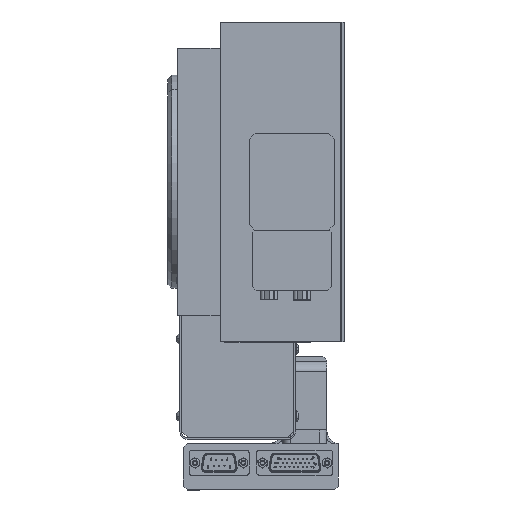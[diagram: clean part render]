
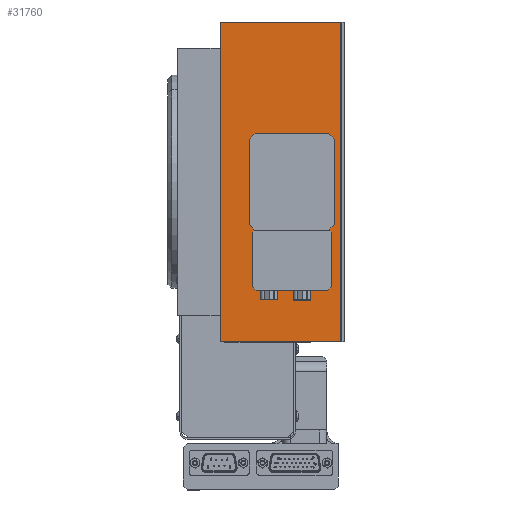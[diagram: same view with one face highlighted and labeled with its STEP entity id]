
A CAD part, left-side view. The second image highlights one B-rep face of the part: STEP entity #31760.
In plain terms, the highlighted face is planar.
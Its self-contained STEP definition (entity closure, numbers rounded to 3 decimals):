
#222 = EDGE_CURVE ( 'NONE', #5015, #33742, #10962, .T. ) ;
#1427 = CARTESIAN_POINT ( 'NONE',  ( 0., 0., 0. ) ) ;
#3270 = EDGE_CURVE ( 'NONE', #45223, #63950, #28105, .T. ) ;
#4158 = CARTESIAN_POINT ( 'NONE',  ( 82.5, 2., 0. ) ) ;
#4205 = ORIENTED_EDGE ( 'NONE', *, *, #3270, .F. ) ;
#5015 = VERTEX_POINT ( 'NONE', #15252 ) ;
#5450 = DIRECTION ( 'NONE',  ( 0., 1., 0. ) ) ;
#5592 = AXIS2_PLACEMENT_3D ( 'NONE', #1427, #38545, #32932 ) ;
#7784 = DIRECTION ( 'NONE',  ( 1., 0., 0. ) ) ;
#10962 = LINE ( 'NONE', #17858, #62530 ) ;
#15252 = CARTESIAN_POINT ( 'NONE',  ( -82.5, 2., 0. ) ) ;
#17858 = CARTESIAN_POINT ( 'NONE',  ( -82.5, 2., 0. ) ) ;
#24972 = ORIENTED_EDGE ( 'NONE', *, *, #222, .F. ) ;
#25186 = CARTESIAN_POINT ( 'NONE',  ( -82.5, 64., 0. ) ) ;
#26423 = EDGE_CURVE ( 'NONE', #63950, #5015, #48950, .T. ) ;
#26483 = LINE ( 'NONE', #50551, #38953 ) ;
#28105 = LINE ( 'NONE', #25186, #33820 ) ;
#31760 = ADVANCED_FACE ( 'NONE', ( #51284 ), #48340, .F. ) ;
#32932 = DIRECTION ( 'NONE',  ( 1., 0., 0. ) ) ;
#33742 = VERTEX_POINT ( 'NONE', #4158 ) ;
#33820 = VECTOR ( 'NONE', #35144, 1000. ) ;
#35144 = DIRECTION ( 'NONE',  ( -1., 0., 0. ) ) ;
#38339 = CARTESIAN_POINT ( 'NONE',  ( -82.5, 64., 0. ) ) ;
#38545 = DIRECTION ( 'NONE',  ( 0., 0., 1. ) ) ;
#38953 = VECTOR ( 'NONE', #5450, 1000. ) ;
#40214 = ORIENTED_EDGE ( 'NONE', *, *, #50287, .F. ) ;
#44771 = VECTOR ( 'NONE', #49300, 1000. ) ;
#45223 = VERTEX_POINT ( 'NONE', #54008 ) ;
#47439 = ORIENTED_EDGE ( 'NONE', *, *, #26423, .F. ) ;
#48340 = PLANE ( 'NONE',  #5592 ) ;
#48950 = LINE ( 'NONE', #38339, #44771 ) ;
#49300 = DIRECTION ( 'NONE',  ( 0., -1., 0. ) ) ;
#50287 = EDGE_CURVE ( 'NONE', #33742, #45223, #26483, .T. ) ;
#50551 = CARTESIAN_POINT ( 'NONE',  ( 82.5, 64., 0. ) ) ;
#51284 = FACE_OUTER_BOUND ( 'NONE', #59295, .T. ) ;
#54008 = CARTESIAN_POINT ( 'NONE',  ( 82.5, 64., 0. ) ) ;
#57305 = CARTESIAN_POINT ( 'NONE',  ( -82.5, 64., 0. ) ) ;
#59295 = EDGE_LOOP ( 'NONE', ( #40214, #24972, #47439, #4205 ) ) ;
#62530 = VECTOR ( 'NONE', #7784, 1000. ) ;
#63950 = VERTEX_POINT ( 'NONE', #57305 ) ;
